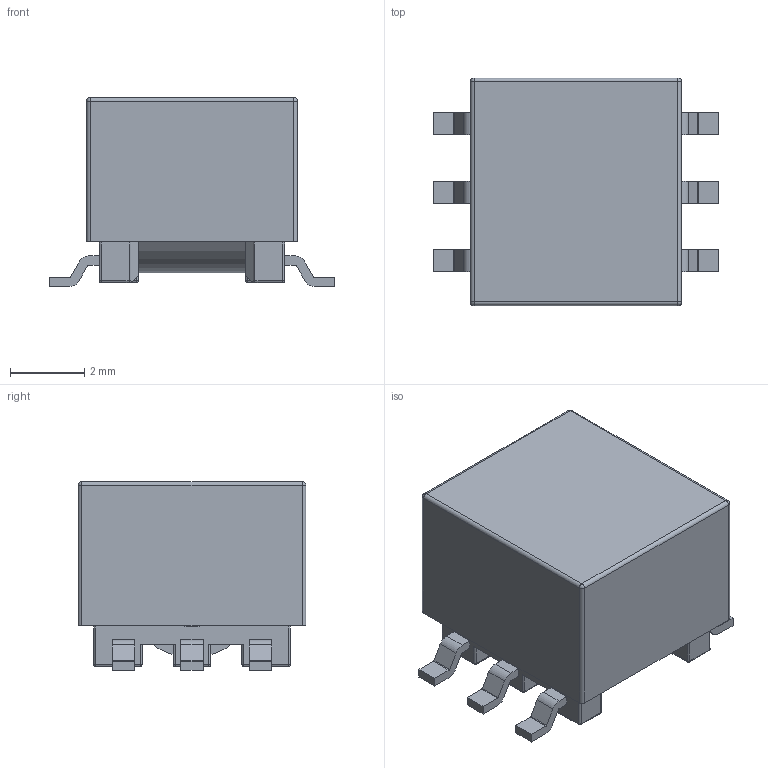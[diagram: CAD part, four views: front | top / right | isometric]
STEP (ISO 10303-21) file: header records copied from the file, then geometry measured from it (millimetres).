
FILE_DESCRIPTION(/* description */ ('Unknown'),/* implementation_level */ '2;1');
FILE_NAME(/* name */ 'T_Wurth_WE-GDT-EP5',/* time_stamp */ '2025-09-08T14:19:49+08:00',/* author */ ('Unknown'),/* organization */ ('Unknown'),/* preprocessor_version */ 'ST-DEVELOPER v19.4',/* originating_system */ 'Solid Edge',/* authorisation */ 'Unknown');
FILE_SCHEMA (('AUTOMOTIVE_DESIGN {1 0 10303 214 3 1 1}'));
Length unit declared in the file: millimetre
Products named in the file (2): T_Wurth_WE-GDT-EP5
Assembly tree (1 placements, depth 2):
  T_Wurth_WE-GDT-EP5
    T_Wurth_WE-GDT-EP5
Bounding box: 7.7 x 6.15 x 5.1 mm (x, y, z)
Volume: 142.1 mm3; surface area: 340 mm2
Topology: 1 solids, 1 shells, 246 faces, 655 edges, 388 vertices
Faces by surface type: plane 122, cylinder 94, sphere 24, cone 2, torus 2, bspline 2
Full cylindrical faces by diameter (mm): 1.8 x1, 1.85 x1, 3.6 x1
Entity records: 9192 total; most frequent: CARTESIAN_POINT 1352, DIRECTION 1308, ORIENTED_EDGE 1256, EDGE_CURVE 628, AXIS2_PLACEMENT_3D 444, LINE 420, VECTOR 420, VERTEX_POINT 388
